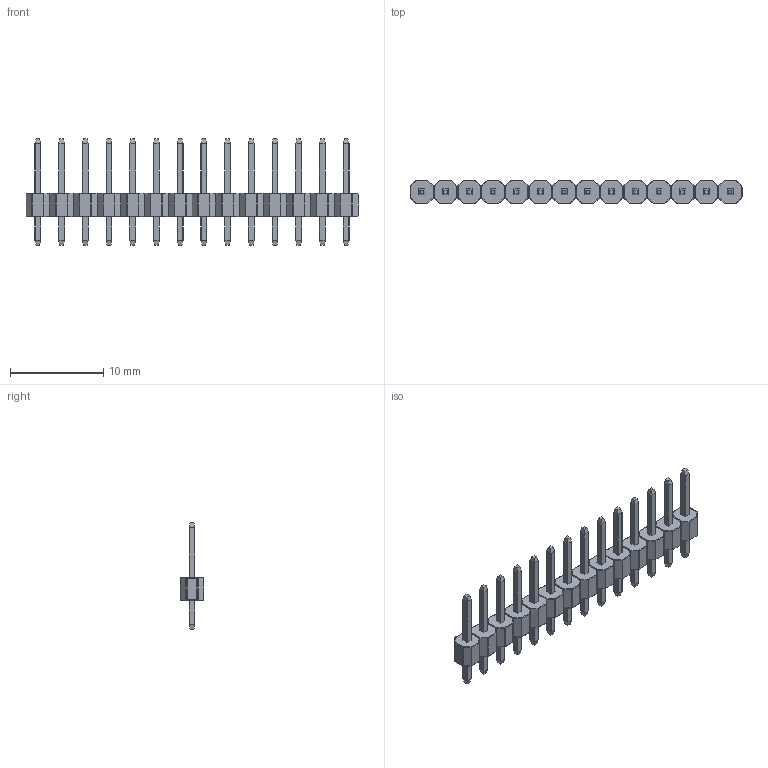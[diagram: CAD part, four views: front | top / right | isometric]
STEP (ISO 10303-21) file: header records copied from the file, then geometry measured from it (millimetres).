
FILE_DESCRIPTION(/* description */ (''),/* implementation_level */ '2;1');
FILE_NAME(/* name */ 'Pin Header Male 01x14 P2.54mm.stp',/* time_stamp */ '2019-09-24T13:22:02+02:00',/* author */ ('Bernd das Brot'),/* organization */ (''),/* preprocessor_version */ 'ST-DEVELOPER v17.2',/* originating_system */ 'Autodesk Inventor 2019',/* authorisation */ '');
FILE_SCHEMA (('AUTOMOTIVE_DESIGN { 1 0 10303 214 3 1 1 }'));
Length unit declared in the file: millimetre
Products named in the file (2): test; Male Pin Header
Assembly tree (14 placements, depth 2):
  test
    Male Pin Header  x14
Bounding box: 35.56 x 2.54 x 11.39 mm (x, y, z)
Volume: 244 mm3; surface area: 765.1 mm2
Topology: 14 solids, 14 shells, 1260 faces, 2968 edges, 1680 vertices
Faces by surface type: plane 532, cylinder 504, sphere 224
Entity records: 2811 total; most frequent: DIRECTION 496, CARTESIAN_POINT 438, ORIENTED_EDGE 424, EDGE_CURVE 212, AXIS2_PLACEMENT_3D 178, LINE 140, VECTOR 140, VERTEX_POINT 120
